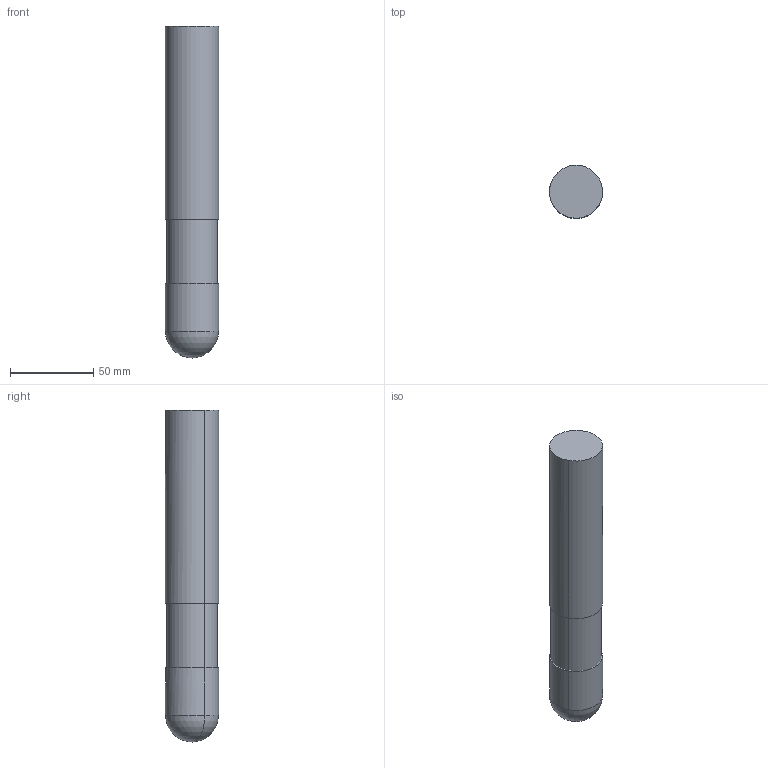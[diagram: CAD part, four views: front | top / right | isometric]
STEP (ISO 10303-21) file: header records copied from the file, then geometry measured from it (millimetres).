
FILE_DESCRIPTION((''),'2;1');
FILE_NAME('1TW7S032080U7R00','2018-10-19T',('thielmann'),(''),'CREO PARAMETRIC BY PTC INC, 2017020','CREO PARAMETRIC BY PTC INC, 2017020','');
FILE_SCHEMA(('AUTOMOTIVE_DESIGN { 1 0 10303 214 1 1 1 1 }'));
Length unit declared in the file: millimetre
Products named in the file (3): NOCUT; CUT; 1TW7S032080U7R00
Assembly tree (2 placements, depth 2):
  1TW7S032080U7R00
    NOCUT
    CUT
Bounding box: 32 x 31.99 x 200 mm (x, y, z)
Volume: 181486.7 mm3; surface area: 25723.7 mm2
Topology: 2 solids, 2 shells, 17 faces, 38 edges, 22 vertices
Faces by surface type: cylinder 6, sphere 4, plane 3, bspline 2, cone 2
Entity records: 825 total; most frequent: CARTESIAN_POINT 122, DIRECTION 114, ORIENTED_EDGE 68, AXIS2_PLACEMENT_3D 53, PRESENTATION_STYLE_ASSIGNMENT 41, STYLED_ITEM 41, CURVE_STYLE 39, EDGE_CURVE 34
